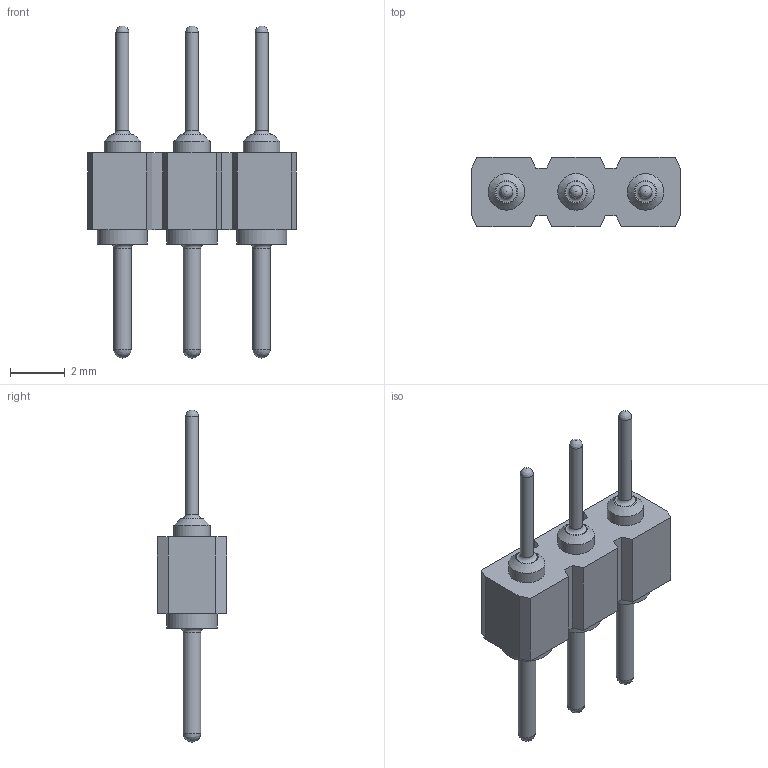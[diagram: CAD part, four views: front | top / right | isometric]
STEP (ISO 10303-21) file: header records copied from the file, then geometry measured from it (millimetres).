
FILE_DESCRIPTION(/* description */ (''),/* implementation_level */ '2;1');
FILE_NAME(/* name */ 'PRECI-DIP_350-10-103-00-001101.stp',/* time_stamp */ '2016-01-08T12:06:13+01:00',/* author */ ('bcivel'),/* organization */ (''),/* preprocessor_version */ 'ST-DEVELOPER v15.5',/* originating_system */ 'AutoCAD Mechanical',/* authorisation */ '');
FILE_SCHEMA (('AUTOMOTIVE_DESIGN { 1 0 10303 214 3 1 1 }'));
Length unit declared in the file: millimetre
Products named in the file (1): Product
Bounding box: 7.62 x 2.54 x 12.12 mm (x, y, z)
Volume: 63.8 mm3; surface area: 177.7 mm2
Topology: 7 solids, 7 shells, 71 faces, 153 edges, 102 vertices
Faces by surface type: plane 44, cylinder 12, torus 6, bspline 6, cone 3
Full cylindrical faces by diameter (mm): 0.47 x3, 0.64 x3, 1.33 x3, 1.83 x3
Entity records: 1965 total; most frequent: CARTESIAN_POINT 468, DIRECTION 306, ORIENTED_EDGE 258, EDGE_CURVE 129, AXIS2_PLACEMENT_3D 117, VERTEX_POINT 99, EDGE_LOOP 98, LINE 72
